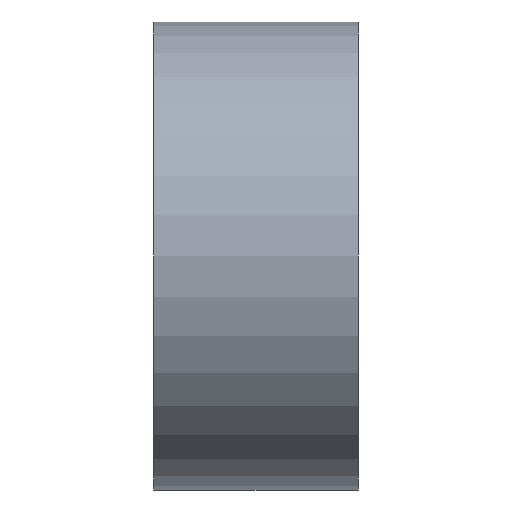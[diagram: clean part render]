
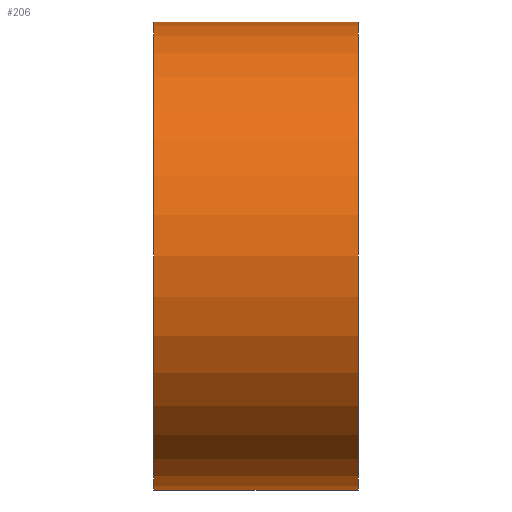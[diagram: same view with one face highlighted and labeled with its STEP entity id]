
A CAD part, left-side view. The second image highlights one B-rep face of the part: STEP entity #206.
In plain terms, the highlighted cylindrical face has radius 171.45 mm (diameter 342.9 mm), a partial arc.
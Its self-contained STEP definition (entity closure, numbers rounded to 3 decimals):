
#3 = EDGE_CURVE ( 'NONE', #147, #218, #200, .T. ) ;
#4 = ORIENTED_EDGE ( 'NONE', *, *, #3, .T. ) ;
#14 = DIRECTION ( 'NONE',  ( 0., 1., 0. ) ) ;
#17 = FACE_OUTER_BOUND ( 'NONE', #36, .T. ) ;
#32 = CARTESIAN_POINT ( 'NONE',  ( 0., 100., -171.45 ) ) ;
#36 = EDGE_LOOP ( 'NONE', ( #132, #238, #4, #178 ) ) ;
#41 = AXIS2_PLACEMENT_3D ( 'NONE', #100, #173, #245 ) ;
#52 = VERTEX_POINT ( 'NONE', #162 ) ;
#62 = DIRECTION ( 'NONE',  ( 0., 0., -1. ) ) ;
#64 = DIRECTION ( 'NONE',  ( 0., -1., 0. ) ) ;
#69 = LINE ( 'NONE', #115, #72 ) ;
#72 = VECTOR ( 'NONE', #64, 1000. ) ;
#80 = CYLINDRICAL_SURFACE ( 'NONE', #189, 171.45 ) ;
#85 = CARTESIAN_POINT ( 'NONE',  ( 0., -50., -171.45 ) ) ;
#89 = EDGE_CURVE ( 'NONE', #147, #169, #120, .T. ) ;
#97 = DIRECTION ( 'NONE',  ( 0., -1., 0. ) ) ;
#100 = CARTESIAN_POINT ( 'NONE',  ( 0., -50., 0. ) ) ;
#108 = DIRECTION ( 'NONE',  ( 0., -1., 0. ) ) ;
#115 = CARTESIAN_POINT ( 'NONE',  ( 0., 100., 171.45 ) ) ;
#119 = EDGE_CURVE ( 'NONE', #169, #52, #69, .T. ) ;
#120 = CIRCLE ( 'NONE', #205, 171.45 ) ;
#124 = CIRCLE ( 'NONE', #41, 171.45 ) ;
#132 = ORIENTED_EDGE ( 'NONE', *, *, #119, .F. ) ;
#142 = DIRECTION ( 'NONE',  ( 0., 0., 1. ) ) ;
#147 = VERTEX_POINT ( 'NONE', #213 ) ;
#154 = CARTESIAN_POINT ( 'NONE',  ( 0., 100., 0. ) ) ;
#162 = CARTESIAN_POINT ( 'NONE',  ( 0., -50., 171.45 ) ) ;
#169 = VERTEX_POINT ( 'NONE', #243 ) ;
#173 = DIRECTION ( 'NONE',  ( 0., 1., 0. ) ) ;
#178 = ORIENTED_EDGE ( 'NONE', *, *, #229, .T. ) ;
#187 = CARTESIAN_POINT ( 'NONE',  ( 0., 100., 0. ) ) ;
#189 = AXIS2_PLACEMENT_3D ( 'NONE', #154, #97, #62 ) ;
#200 = LINE ( 'NONE', #32, #232 ) ;
#205 = AXIS2_PLACEMENT_3D ( 'NONE', #187, #14, #142 ) ;
#206 = ADVANCED_FACE ( 'NONE', ( #17 ), #80, .T. ) ;
#213 = CARTESIAN_POINT ( 'NONE',  ( 0., 100., -171.45 ) ) ;
#218 = VERTEX_POINT ( 'NONE', #85 ) ;
#229 = EDGE_CURVE ( 'NONE', #218, #52, #124, .T. ) ;
#232 = VECTOR ( 'NONE', #108, 1000. ) ;
#238 = ORIENTED_EDGE ( 'NONE', *, *, #89, .F. ) ;
#243 = CARTESIAN_POINT ( 'NONE',  ( 0., 100., 171.45 ) ) ;
#245 = DIRECTION ( 'NONE',  ( 0., 0., 1. ) ) ;
